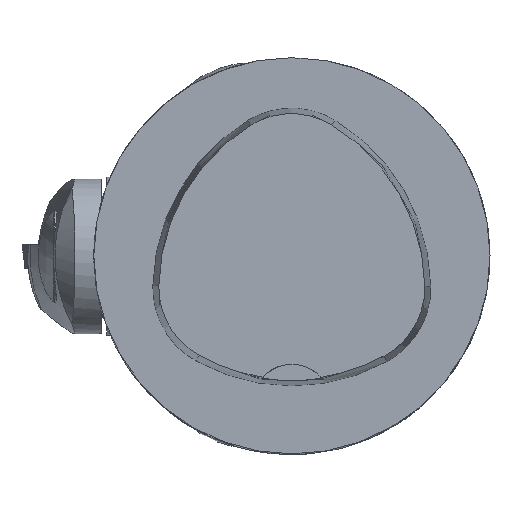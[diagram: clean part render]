
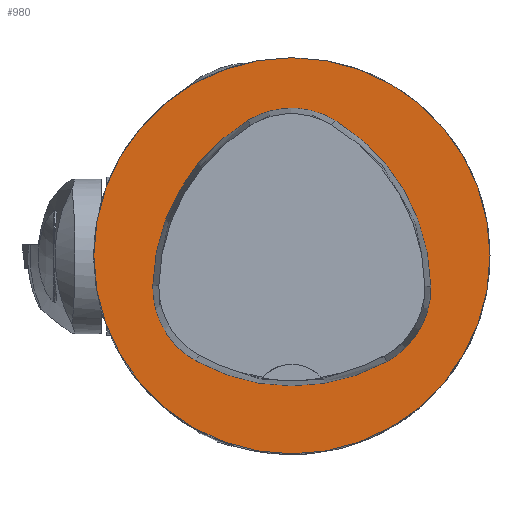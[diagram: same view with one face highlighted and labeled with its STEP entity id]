
A CAD part, top view. The second image highlights one B-rep face of the part: STEP entity #980.
In plain terms, the highlighted planar face has unit normal (0, 0, 1).
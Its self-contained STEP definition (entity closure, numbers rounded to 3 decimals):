
#281=PLANE('',#8112);
#980=ADVANCED_FACE('',(#2874,#2875),#281,.T.);
#2641=CIRCLE('',#7998,20.);
#2706=CIRCLE('',#8090,20.);
#2708=CIRCLE('',#8093,8.5);
#2710=CIRCLE('',#8096,20.);
#2712=CIRCLE('',#8099,8.5);
#2716=CIRCLE('',#8104,20.);
#2718=CIRCLE('',#8107,8.5);
#2874=FACE_BOUND('',#3002,.T.);
#2875=FACE_BOUND('',#3003,.T.);
#3002=EDGE_LOOP('',(#3769,#3770,#3771,#3772,#3773,#3774));
#3003=EDGE_LOOP('',(#3775));
#3769=ORIENTED_EDGE('',*,*,#6758,.T.);
#3770=ORIENTED_EDGE('',*,*,#6738,.T.);
#3771=ORIENTED_EDGE('',*,*,#6742,.T.);
#3772=ORIENTED_EDGE('',*,*,#6745,.T.);
#3773=ORIENTED_EDGE('',*,*,#6748,.T.);
#3774=ORIENTED_EDGE('',*,*,#6756,.T.);
#3775=ORIENTED_EDGE('',*,*,#6482,.F.);
#5715=VERTEX_POINT('',#10863);
#5966=VERTEX_POINT('',#11458);
#5967=VERTEX_POINT('',#11459);
#5970=VERTEX_POINT('',#11467);
#5972=VERTEX_POINT('',#11473);
#5974=VERTEX_POINT('',#11479);
#5981=VERTEX_POINT('',#11500);
#6482=EDGE_CURVE('',#5715,#5715,#2641,.T.);
#6738=EDGE_CURVE('',#5966,#5967,#2706,.T.);
#6742=EDGE_CURVE('',#5967,#5970,#2708,.T.);
#6745=EDGE_CURVE('',#5970,#5972,#2710,.T.);
#6748=EDGE_CURVE('',#5972,#5974,#2712,.T.);
#6756=EDGE_CURVE('',#5974,#5981,#2716,.T.);
#6758=EDGE_CURVE('',#5981,#5966,#2718,.T.);
#7998=AXIS2_PLACEMENT_3D('',#10862,#8702,#8703);
#8090=AXIS2_PLACEMENT_3D('',#11457,#9054,#9055);
#8093=AXIS2_PLACEMENT_3D('',#11466,#9062,#9063);
#8096=AXIS2_PLACEMENT_3D('',#11472,#9069,#9070);
#8099=AXIS2_PLACEMENT_3D('',#11478,#9076,#9077);
#8104=AXIS2_PLACEMENT_3D('',#11501,#9088,#9089);
#8107=AXIS2_PLACEMENT_3D('',#11504,#9094,#9095);
#8112=AXIS2_PLACEMENT_3D('',#11509,#9104,#9105);
#8702=DIRECTION('',(0.,0.,-1.));
#8703=DIRECTION('',(-1.,0.,0.));
#9054=DIRECTION('',(0.,0.,-1.));
#9055=DIRECTION('',(-1.,0.,0.));
#9062=DIRECTION('',(0.,0.,-1.));
#9063=DIRECTION('',(-1.,0.,0.));
#9069=DIRECTION('',(0.,0.,-1.));
#9070=DIRECTION('',(-1.,0.,0.));
#9076=DIRECTION('',(0.,0.,-1.));
#9077=DIRECTION('',(-1.,0.,0.));
#9088=DIRECTION('',(0.,0.,-1.));
#9089=DIRECTION('',(-1.,0.,0.));
#9094=DIRECTION('',(0.,0.,-1.));
#9095=DIRECTION('',(-1.,0.,0.));
#9104=DIRECTION('',(0.,0.,1.));
#9105=DIRECTION('',(1.,0.,0.));
#10862=CARTESIAN_POINT('',(0.,0.,0.));
#10863=CARTESIAN_POINT('',(-20.,0.,0.));
#11457=CARTESIAN_POINT('',(5.955,-3.414,0.));
#11458=CARTESIAN_POINT('',(-14.041,-3.042,0.));
#11459=CARTESIAN_POINT('',(-4.472,13.653,0.));
#11466=CARTESIAN_POINT('',(-0.04,6.4,0.));
#11467=CARTESIAN_POINT('',(4.347,13.68,0.));
#11472=CARTESIAN_POINT('',(-5.976,-3.45,0.));
#11473=CARTESIAN_POINT('',(14.021,-3.075,0.));
#11478=CARTESIAN_POINT('',(5.522,-3.235,0.));
#11479=CARTESIAN_POINT('',(9.588,-10.699,0.));
#11500=CARTESIAN_POINT('',(-9.655,-10.639,0.));
#11501=CARTESIAN_POINT('',(0.022,6.864,0.));
#11504=CARTESIAN_POINT('',(-5.543,-3.2,0.));
#11509=CARTESIAN_POINT('',(0.,0.,0.));
